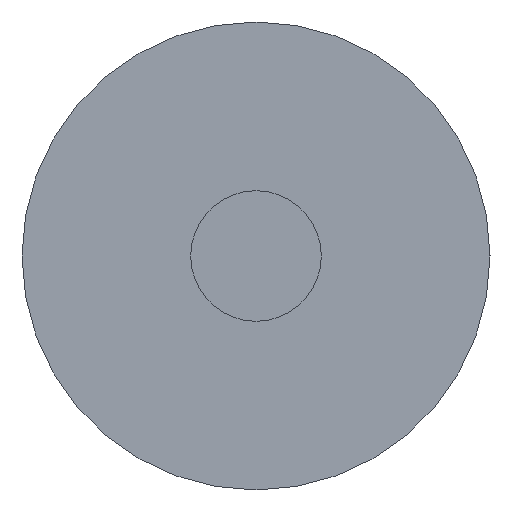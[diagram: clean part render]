
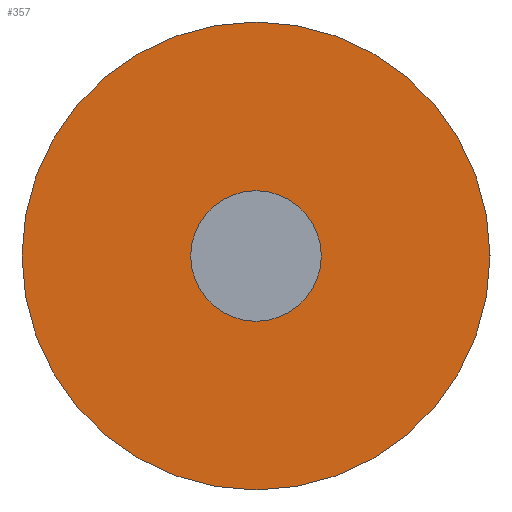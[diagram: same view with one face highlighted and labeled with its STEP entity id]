
A CAD part, left-side view. The second image highlights one B-rep face of the part: STEP entity #357.
In plain terms, the highlighted planar face has unit normal (-1, 0, 0).
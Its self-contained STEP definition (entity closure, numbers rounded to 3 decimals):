
#20 = CIRCLE ( 'NONE', #666, 0.955 ) ;
#55 = CIRCLE ( 'NONE', #175, 0.955 ) ;
#154 = ORIENTED_EDGE ( 'NONE', *, *, #422, .F. ) ;
#175 = AXIS2_PLACEMENT_3D ( 'NONE', #673, #476, #378 ) ;
#205 = EDGE_CURVE ( 'NONE', #592, #349, #55, .T. ) ;
#284 = DIRECTION ( 'NONE',  ( 0., 0., -1. ) ) ;
#298 = EDGE_LOOP ( 'NONE', ( #397, #154 ) ) ;
#326 = DIRECTION ( 'NONE',  ( 1., 0., 0. ) ) ;
#349 = VERTEX_POINT ( 'NONE', #582 ) ;
#357 = ADVANCED_FACE ( 'NONE', ( #446 ), #431, .F. ) ;
#378 = DIRECTION ( 'NONE',  ( 0., 0., -1. ) ) ;
#397 = ORIENTED_EDGE ( 'NONE', *, *, #205, .F. ) ;
#421 = AXIS2_PLACEMENT_3D ( 'NONE', #440, #326, #626 ) ;
#422 = EDGE_CURVE ( 'NONE', #349, #592, #20, .T. ) ;
#431 = PLANE ( 'NONE',  #421 ) ;
#440 = CARTESIAN_POINT ( 'NONE',  ( -1.902, 0., 0. ) ) ;
#446 = FACE_OUTER_BOUND ( 'NONE', #298, .T. ) ;
#447 = CARTESIAN_POINT ( 'NONE',  ( -1.902, 0.955, 0. ) ) ;
#476 = DIRECTION ( 'NONE',  ( 1., 0., 0. ) ) ;
#492 = DIRECTION ( 'NONE',  ( 1., 0., 0. ) ) ;
#582 = CARTESIAN_POINT ( 'NONE',  ( -1.902, 0.955, -0.955 ) ) ;
#592 = VERTEX_POINT ( 'NONE', #671 ) ;
#626 = DIRECTION ( 'NONE',  ( 0., 0., -1. ) ) ;
#666 = AXIS2_PLACEMENT_3D ( 'NONE', #447, #492, #284 ) ;
#671 = CARTESIAN_POINT ( 'NONE',  ( -1.902, 0.955, 0.955 ) ) ;
#673 = CARTESIAN_POINT ( 'NONE',  ( -1.902, 0.955, 0. ) ) ;
